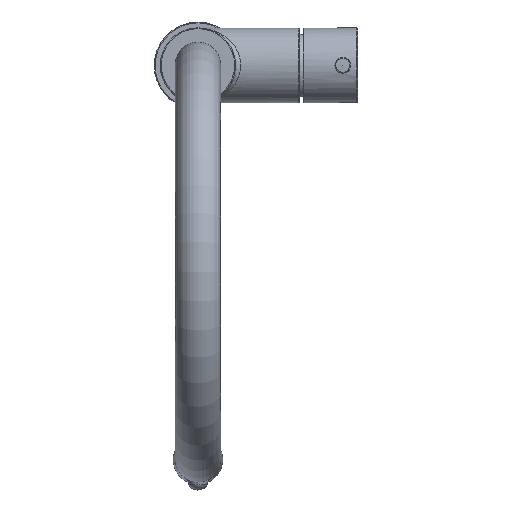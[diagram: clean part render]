
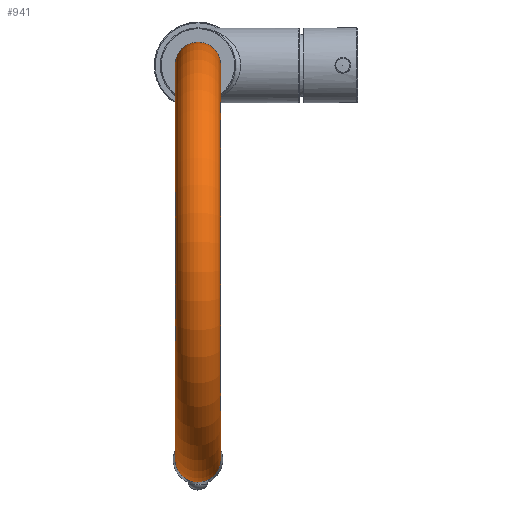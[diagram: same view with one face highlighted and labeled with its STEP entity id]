
A CAD part, top view. The second image highlights one B-rep face of the part: STEP entity #941.
In plain terms, the highlighted toroidal (fillet/blend) face has major radius 113 mm and minor radius 13 mm.
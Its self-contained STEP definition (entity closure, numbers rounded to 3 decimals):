
#132=TOROIDAL_SURFACE('',#1378,113.,13.);
#346=ORIENTED_EDGE('',*,*,#467,.F.);
#347=ORIENTED_EDGE('',*,*,#468,.T.);
#467=EDGE_CURVE('',#553,#553,#604,.F.);
#468=EDGE_CURVE('',#554,#554,#605,.F.);
#553=VERTEX_POINT('',#2443);
#554=VERTEX_POINT('',#2446);
#604=CIRCLE('',#1377,13.);
#605=CIRCLE('',#1379,13.);
#710=EDGE_LOOP('',(#346));
#711=EDGE_LOOP('',(#347));
#834=FACE_BOUND('',#710,.T.);
#835=FACE_BOUND('',#711,.T.);
#941=ADVANCED_FACE('',(#834,#835),#132,.T.);
#1377=AXIS2_PLACEMENT_3D('',#2442,#1609,#1610);
#1378=AXIS2_PLACEMENT_3D('',#2444,#1611,#1612);
#1379=AXIS2_PLACEMENT_3D('',#2445,#1613,#1614);
#1609=DIRECTION('',(0.,1.,0.));
#1610=DIRECTION('',(-1.,0.,0.));
#1611=DIRECTION('',(1.,0.,0.));
#1612=DIRECTION('',(0.,0.,-1.));
#1613=DIRECTION('',(0.,-1.,0.));
#1614=DIRECTION('',(-1.,0.,0.));
#2442=CARTESIAN_POINT('',(0.,179.,226.));
#2443=CARTESIAN_POINT('',(-13.,179.,226.));
#2444=CARTESIAN_POINT('',(0.,179.,113.));
#2445=CARTESIAN_POINT('',(0.,179.,0.));
#2446=CARTESIAN_POINT('',(-13.,179.,0.));
